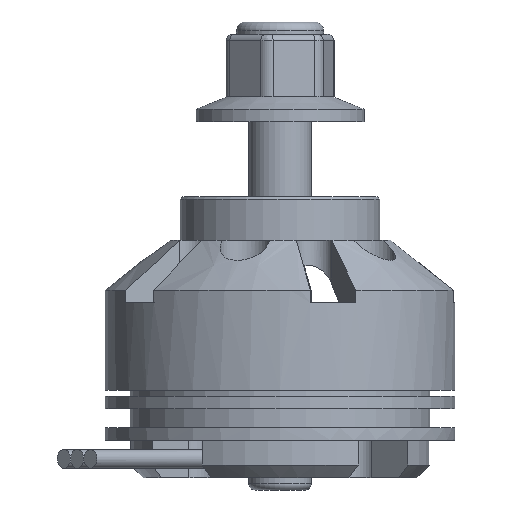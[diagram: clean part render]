
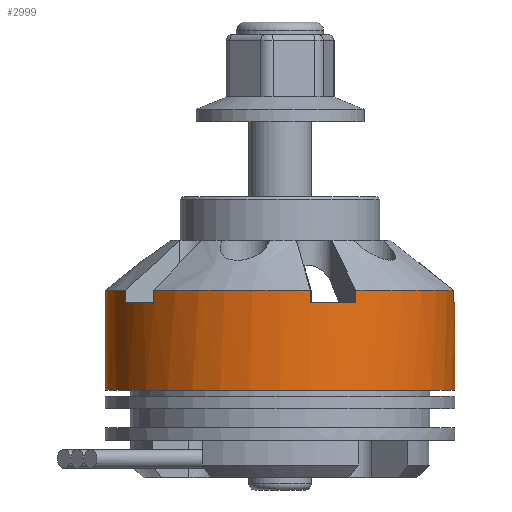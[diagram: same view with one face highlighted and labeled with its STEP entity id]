
A CAD part, left-side view. The second image highlights one B-rep face of the part: STEP entity #2999.
In plain terms, the highlighted cylindrical face has radius 14 mm (diameter 28 mm), a full revolution.
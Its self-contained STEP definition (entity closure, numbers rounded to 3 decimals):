
#456=FACE_OUTER_BOUND('',#659,.T.);
#659=EDGE_LOOP('',(#2742,#2743,#2744,#2745,#2746,#2747,#2748,#2749,#2750,
#2751,#2752,#2753,#2754,#2755,#2756,#2757,#2758,#2759,#2760,#2761,#2762,
#2763,#2764,#2765));
#728=LINE('',#5179,#887);
#732=LINE('',#5193,#891);
#736=LINE('',#5207,#895);
#740=LINE('',#5221,#899);
#744=LINE('',#5235,#903);
#753=LINE('',#5410,#912);
#755=LINE('',#5449,#914);
#757=LINE('',#5461,#916);
#759=LINE('',#5473,#918);
#761=LINE('',#5484,#920);
#818=LINE('',#5759,#977);
#887=VECTOR('',#3869,10.);
#891=VECTOR('',#3879,10.);
#895=VECTOR('',#3889,10.);
#899=VECTOR('',#3899,10.);
#903=VECTOR('',#3909,10.);
#912=VECTOR('',#3954,10.);
#914=VECTOR('',#4002,10.);
#916=VECTOR('',#4014,10.);
#918=VECTOR('',#4026,10.);
#920=VECTOR('',#4038,10.);
#977=VECTOR('',#4327,14.);
#1109=CIRCLE('',#3261,14.);
#1124=CIRCLE('',#3278,14.);
#1125=CIRCLE('',#3280,14.);
#1126=CIRCLE('',#3281,14.);
#1127=CIRCLE('',#3284,14.);
#1128=CIRCLE('',#3286,14.);
#1129=CIRCLE('',#3289,14.);
#1130=CIRCLE('',#3291,14.);
#1131=CIRCLE('',#3294,14.);
#1132=CIRCLE('',#3296,14.);
#1133=CIRCLE('',#3299,14.);
#1140=CIRCLE('',#3315,14.);
#1340=VERTEX_POINT('',#5174);
#1341=VERTEX_POINT('',#5178);
#1344=VERTEX_POINT('',#5188);
#1345=VERTEX_POINT('',#5192);
#1348=VERTEX_POINT('',#5202);
#1349=VERTEX_POINT('',#5206);
#1352=VERTEX_POINT('',#5216);
#1353=VERTEX_POINT('',#5220);
#1356=VERTEX_POINT('',#5230);
#1357=VERTEX_POINT('',#5234);
#1374=VERTEX_POINT('',#5407);
#1375=VERTEX_POINT('',#5409);
#1380=VERTEX_POINT('',#5438);
#1381=VERTEX_POINT('',#5442);
#1382=VERTEX_POINT('',#5446);
#1383=VERTEX_POINT('',#5448);
#1384=VERTEX_POINT('',#5458);
#1385=VERTEX_POINT('',#5460);
#1386=VERTEX_POINT('',#5470);
#1387=VERTEX_POINT('',#5472);
#1388=VERTEX_POINT('',#5482);
#1395=VERTEX_POINT('',#5509);
#1685=EDGE_CURVE('',#1341,#1340,#728,.T.);
#1691=EDGE_CURVE('',#1345,#1344,#732,.T.);
#1697=EDGE_CURVE('',#1349,#1348,#736,.T.);
#1703=EDGE_CURVE('',#1353,#1352,#740,.T.);
#1709=EDGE_CURVE('',#1357,#1356,#744,.T.);
#1739=EDGE_CURVE('',#1375,#1374,#753,.T.);
#1741=EDGE_CURVE('',#1374,#1341,#1109,.T.);
#1756=EDGE_CURVE('',#1375,#1344,#1124,.T.);
#1758=EDGE_CURVE('',#1380,#1381,#1125,.T.);
#1759=EDGE_CURVE('',#1381,#1340,#1126,.T.);
#1761=EDGE_CURVE('',#1383,#1382,#755,.T.);
#1763=EDGE_CURVE('',#1382,#1345,#1127,.T.);
#1764=EDGE_CURVE('',#1383,#1348,#1128,.T.);
#1766=EDGE_CURVE('',#1385,#1384,#757,.T.);
#1768=EDGE_CURVE('',#1384,#1349,#1129,.T.);
#1769=EDGE_CURVE('',#1385,#1352,#1130,.T.);
#1771=EDGE_CURVE('',#1387,#1386,#759,.T.);
#1773=EDGE_CURVE('',#1386,#1353,#1131,.T.);
#1774=EDGE_CURVE('',#1387,#1356,#1132,.T.);
#1776=EDGE_CURVE('',#1380,#1388,#761,.T.);
#1777=EDGE_CURVE('',#1388,#1357,#1133,.T.);
#1785=EDGE_CURVE('',#1395,#1395,#1140,.T.);
#1899=EDGE_CURVE('',#1381,#1395,#818,.T.);
#2742=ORIENTED_EDGE('',*,*,#1685,.T.);
#2743=ORIENTED_EDGE('',*,*,#1759,.F.);
#2744=ORIENTED_EDGE('',*,*,#1899,.T.);
#2745=ORIENTED_EDGE('',*,*,#1785,.T.);
#2746=ORIENTED_EDGE('',*,*,#1899,.F.);
#2747=ORIENTED_EDGE('',*,*,#1758,.F.);
#2748=ORIENTED_EDGE('',*,*,#1776,.T.);
#2749=ORIENTED_EDGE('',*,*,#1777,.T.);
#2750=ORIENTED_EDGE('',*,*,#1709,.T.);
#2751=ORIENTED_EDGE('',*,*,#1774,.F.);
#2752=ORIENTED_EDGE('',*,*,#1771,.T.);
#2753=ORIENTED_EDGE('',*,*,#1773,.T.);
#2754=ORIENTED_EDGE('',*,*,#1703,.T.);
#2755=ORIENTED_EDGE('',*,*,#1769,.F.);
#2756=ORIENTED_EDGE('',*,*,#1766,.T.);
#2757=ORIENTED_EDGE('',*,*,#1768,.T.);
#2758=ORIENTED_EDGE('',*,*,#1697,.T.);
#2759=ORIENTED_EDGE('',*,*,#1764,.F.);
#2760=ORIENTED_EDGE('',*,*,#1761,.T.);
#2761=ORIENTED_EDGE('',*,*,#1763,.T.);
#2762=ORIENTED_EDGE('',*,*,#1691,.T.);
#2763=ORIENTED_EDGE('',*,*,#1756,.F.);
#2764=ORIENTED_EDGE('',*,*,#1739,.T.);
#2765=ORIENTED_EDGE('',*,*,#1741,.T.);
#2834=CYLINDRICAL_SURFACE('',#3413,14.);
#2999=ADVANCED_FACE('',(#456),#2834,.T.);
#3261=AXIS2_PLACEMENT_3D('',#5415,#3957,#3958);
#3278=AXIS2_PLACEMENT_3D('',#5436,#3991,#3992);
#3280=AXIS2_PLACEMENT_3D('',#5443,#3995,#3996);
#3281=AXIS2_PLACEMENT_3D('',#5444,#3997,#3998);
#3284=AXIS2_PLACEMENT_3D('',#5454,#4005,#4006);
#3286=AXIS2_PLACEMENT_3D('',#5456,#4009,#4010);
#3289=AXIS2_PLACEMENT_3D('',#5466,#4017,#4018);
#3291=AXIS2_PLACEMENT_3D('',#5468,#4021,#4022);
#3294=AXIS2_PLACEMENT_3D('',#5478,#4029,#4030);
#3296=AXIS2_PLACEMENT_3D('',#5480,#4033,#4034);
#3299=AXIS2_PLACEMENT_3D('',#5486,#4041,#4042);
#3315=AXIS2_PLACEMENT_3D('',#5510,#4074,#4075);
#3413=AXIS2_PLACEMENT_3D('',#5758,#4325,#4326);
#3869=DIRECTION('',(0.,0.,1.));
#3879=DIRECTION('',(0.,0.,1.));
#3889=DIRECTION('',(0.,0.,1.));
#3899=DIRECTION('',(0.,0.,1.));
#3909=DIRECTION('',(0.,0.,1.));
#3954=DIRECTION('',(0.,0.,-1.));
#3957=DIRECTION('center_axis',(0.,0.,-1.));
#3958=DIRECTION('ref_axis',(1.,0.,0.));
#3991=DIRECTION('center_axis',(0.,0.,1.));
#3992=DIRECTION('ref_axis',(1.,0.,0.));
#3995=DIRECTION('center_axis',(0.,0.,1.));
#3996=DIRECTION('ref_axis',(1.,0.,0.));
#3997=DIRECTION('center_axis',(0.,0.,1.));
#3998=DIRECTION('ref_axis',(1.,0.,0.));
#4002=DIRECTION('',(0.,0.,-1.));
#4005=DIRECTION('center_axis',(0.,0.,-1.));
#4006=DIRECTION('ref_axis',(1.,0.,0.));
#4009=DIRECTION('center_axis',(0.,0.,1.));
#4010=DIRECTION('ref_axis',(1.,0.,0.));
#4014=DIRECTION('',(0.,0.,-1.));
#4017=DIRECTION('center_axis',(0.,0.,-1.));
#4018=DIRECTION('ref_axis',(1.,0.,0.));
#4021=DIRECTION('center_axis',(0.,0.,1.));
#4022=DIRECTION('ref_axis',(1.,0.,0.));
#4026=DIRECTION('',(0.,0.,-1.));
#4029=DIRECTION('center_axis',(0.,0.,-1.));
#4030=DIRECTION('ref_axis',(1.,0.,0.));
#4033=DIRECTION('center_axis',(0.,0.,1.));
#4034=DIRECTION('ref_axis',(1.,0.,0.));
#4038=DIRECTION('',(0.,0.,-1.));
#4041=DIRECTION('center_axis',(0.,0.,-1.));
#4042=DIRECTION('ref_axis',(1.,0.,0.));
#4074=DIRECTION('center_axis',(0.,0.,1.));
#4075=DIRECTION('ref_axis',(1.,0.,0.));
#4325=DIRECTION('center_axis',(0.,0.,1.));
#4326=DIRECTION('ref_axis',(1.,0.,0.));
#4327=DIRECTION('',(0.,0.,-1.));
#5174=CARTESIAN_POINT('',(-13.787,-2.434,15.));
#5178=CARTESIAN_POINT('',(-13.787,-2.434,14.));
#5179=CARTESIAN_POINT('',(-13.787,-2.434,0.));
#5188=CARTESIAN_POINT('',(-1.945,-13.864,15.));
#5192=CARTESIAN_POINT('',(-1.945,-13.864,14.));
#5193=CARTESIAN_POINT('',(-1.945,-13.864,0.));
#5202=CARTESIAN_POINT('',(12.584,-6.135,15.));
#5206=CARTESIAN_POINT('',(12.584,-6.135,14.));
#5207=CARTESIAN_POINT('',(12.584,-6.135,0.));
#5216=CARTESIAN_POINT('',(9.723,10.073,15.));
#5220=CARTESIAN_POINT('',(9.723,10.073,14.));
#5221=CARTESIAN_POINT('',(9.723,10.073,0.));
#5230=CARTESIAN_POINT('',(-6.575,12.36,15.));
#5234=CARTESIAN_POINT('',(-6.575,12.36,14.));
#5235=CARTESIAN_POINT('',(-6.575,12.36,0.));
#5407=CARTESIAN_POINT('',(-12.614,-6.074,14.));
#5409=CARTESIAN_POINT('',(-12.614,-6.074,15.));
#5410=CARTESIAN_POINT('',(-12.614,-6.074,0.));
#5415=CARTESIAN_POINT('Origin',(0.,0.,14.));
#5436=CARTESIAN_POINT('Origin',(0.,0.,15.));
#5438=CARTESIAN_POINT('',(-9.675,10.119,15.));
#5442=CARTESIAN_POINT('',(-14.,0.,15.));
#5443=CARTESIAN_POINT('Origin',(0.,0.,15.));
#5444=CARTESIAN_POINT('Origin',(0.,0.,15.));
#5446=CARTESIAN_POINT('',(1.879,-13.873,14.));
#5448=CARTESIAN_POINT('',(1.879,-13.873,15.));
#5449=CARTESIAN_POINT('',(1.879,-13.873,0.));
#5454=CARTESIAN_POINT('Origin',(0.,0.,14.));
#5456=CARTESIAN_POINT('Origin',(0.,0.,15.));
#5458=CARTESIAN_POINT('',(13.775,-2.5,14.));
#5460=CARTESIAN_POINT('',(13.775,-2.5,15.));
#5461=CARTESIAN_POINT('',(13.775,-2.5,0.));
#5466=CARTESIAN_POINT('Origin',(0.,0.,14.));
#5468=CARTESIAN_POINT('Origin',(0.,0.,15.));
#5470=CARTESIAN_POINT('',(6.634,12.328,14.));
#5472=CARTESIAN_POINT('',(6.634,12.328,15.));
#5473=CARTESIAN_POINT('',(6.634,12.328,0.));
#5478=CARTESIAN_POINT('Origin',(0.,0.,14.));
#5480=CARTESIAN_POINT('Origin',(0.,0.,15.));
#5482=CARTESIAN_POINT('',(-9.675,10.119,14.));
#5484=CARTESIAN_POINT('',(-9.675,10.119,0.));
#5486=CARTESIAN_POINT('Origin',(0.,0.,14.));
#5509=CARTESIAN_POINT('',(-14.,0.,7.));
#5510=CARTESIAN_POINT('Origin',(0.,0.,7.));
#5758=CARTESIAN_POINT('Origin',(0.,0.,0.));
#5759=CARTESIAN_POINT('',(-14.,0.,0.));
